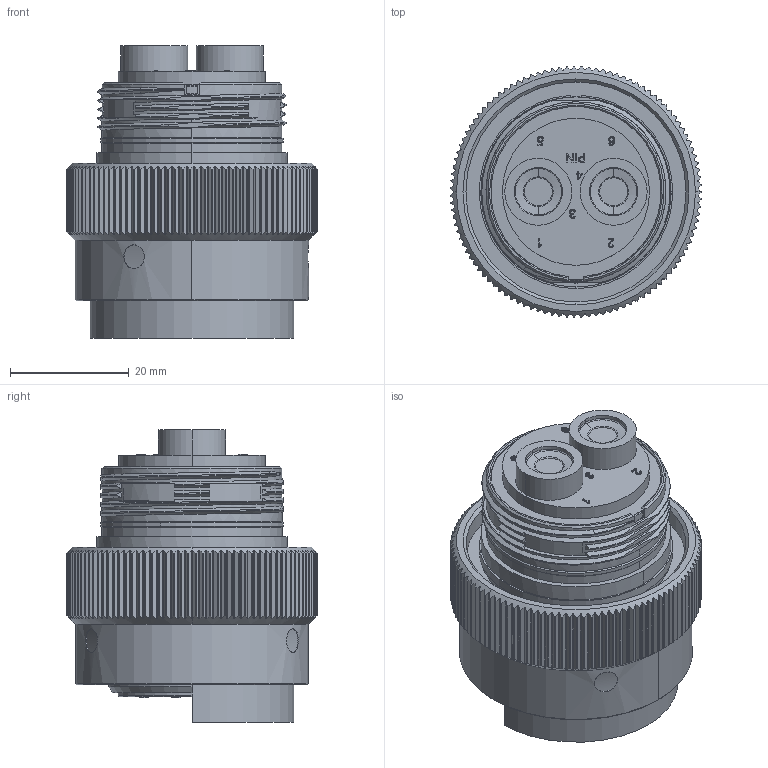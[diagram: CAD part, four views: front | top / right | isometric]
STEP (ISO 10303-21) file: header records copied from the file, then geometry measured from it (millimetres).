
FILE_DESCRIPTION((''),'2;1');
FILE_NAME('CP-M0772','2020-03-14T',('Administrator'),(''),'PRO/ENGINEER BY PARAMETRIC TECHNOLOGY CORPORATION, 2016360','PRO/ENGINEER BY PARAMETRIC TECHNOLOGY CORPORATION, 2016360','');
FILE_SCHEMA(('CONFIG_CONTROL_DESIGN'));
Length unit declared in the file: millimetre
Products named in the file (1): CP-M0772
Bounding box: 42.29 x 42.3 x 49.3 mm (x, y, z)
Volume: 37898.2 mm3; surface area: 14770.1 mm2
Topology: 1 solids, 4 shells, 988 faces, 2767 edges, 1833 vertices
Faces by surface type: plane 414, cylinder 288, extrusion 193, bspline 42, cone 35, torus 16
Entity records: 39910 total; most frequent: CARTESIAN_POINT 17179, ORIENTED_EDGE 5530, DIRECTION 3240, EDGE_CURVE 2767, VERTEX_POINT 1833, B_SPLINE_CURVE_WITH_KNOTS 1616, VECTOR 1342, LINE 1149
